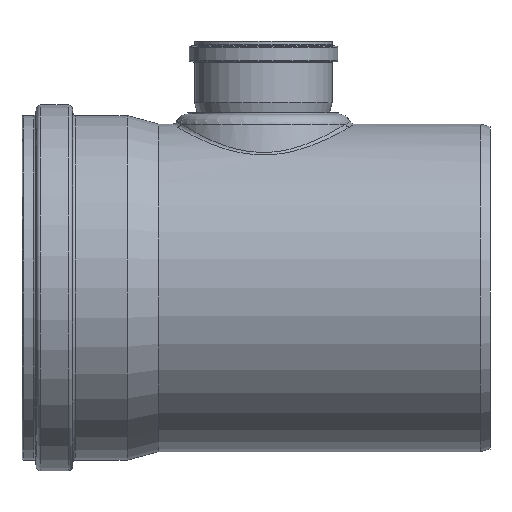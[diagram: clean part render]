
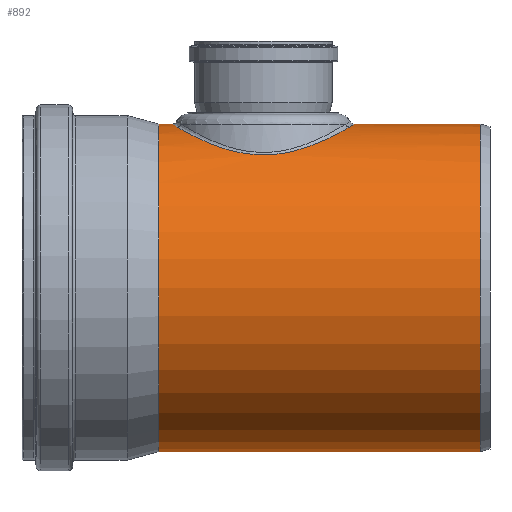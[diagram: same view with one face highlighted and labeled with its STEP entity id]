
A CAD part, left-side view. The second image highlights one B-rep face of the part: STEP entity #892.
In plain terms, the highlighted cylindrical face has radius 200.175 mm (diameter 400.35 mm), a full revolution.
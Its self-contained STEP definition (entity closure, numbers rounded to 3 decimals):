
#35=CYLINDRICAL_SURFACE('',#984,200.175);
#75=B_SPLINE_CURVE_WITH_KNOTS('',3,(#1573,#1574,#1575,#1576,#1577,#1578,
#1579,#1580,#1581,#1582,#1583,#1584,#1585),.UNSPECIFIED.,.F.,.F.,(4,1,1,
1,1,1,1,1,1,1,4),(-29.081,-24.927,-20.772,
-18.003,-16.618,-13.848,-12.463,
-10.386,-8.309,-4.154,0.),.UNSPECIFIED.);
#77=B_SPLINE_CURVE_WITH_KNOTS('',3,(#1670,#1671,#1672,#1673,#1674,#1675,
#1676,#1677,#1678,#1679,#1680,#1681,#1682),.UNSPECIFIED.,.F.,.F.,(4,1,1,
1,1,1,1,1,1,1,4),(-29.081,-24.927,-20.772,
-18.003,-16.618,-13.848,-12.463,
-10.386,-8.309,-4.154,0.),.UNSPECIFIED.);
#79=B_SPLINE_CURVE_WITH_KNOTS('',3,(#1733,#1734,#1735,#1736,#1737,#1738,
#1739),.UNSPECIFIED.,.F.,.F.,(4,1,1,1,4),(-8.205,-5.86,
-3.516,-1.758,0.),.UNSPECIFIED.);
#81=B_SPLINE_CURVE_WITH_KNOTS('',3,(#1782,#1783,#1784,#1785,#1786,#1787,
#1788),.UNSPECIFIED.,.F.,.F.,(4,1,1,1,4),(-8.205,-5.86,
-3.516,-1.758,0.),.UNSPECIFIED.);
#105=FACE_BOUND('',#274,.T.);
#106=FACE_BOUND('',#275,.T.);
#187=FACE_OUTER_BOUND('',#273,.T.);
#273=EDGE_LOOP('',(#704));
#274=EDGE_LOOP('',(#705));
#275=EDGE_LOOP('',(#706,#707,#708,#709));
#429=CIRCLE('',#985,200.175);
#430=CIRCLE('',#986,200.175);
#505=VERTEX_POINT('',#1570);
#506=VERTEX_POINT('',#1572);
#509=VERTEX_POINT('',#1667);
#510=VERTEX_POINT('',#1669);
#513=VERTEX_POINT('',#1803);
#514=VERTEX_POINT('',#1805);
#589=EDGE_CURVE('',#505,#506,#75,.T.);
#593=EDGE_CURVE('',#509,#510,#77,.T.);
#596=EDGE_CURVE('',#510,#505,#79,.T.);
#598=EDGE_CURVE('',#506,#509,#81,.T.);
#603=EDGE_CURVE('',#513,#513,#429,.T.);
#604=EDGE_CURVE('',#514,#514,#430,.T.);
#704=ORIENTED_EDGE('',*,*,#603,.T.);
#705=ORIENTED_EDGE('',*,*,#604,.F.);
#706=ORIENTED_EDGE('',*,*,#593,.F.);
#707=ORIENTED_EDGE('',*,*,#598,.F.);
#708=ORIENTED_EDGE('',*,*,#589,.F.);
#709=ORIENTED_EDGE('',*,*,#596,.F.);
#892=ADVANCED_FACE('',(#187,#105,#106),#35,.T.);
#984=AXIS2_PLACEMENT_3D('',#1802,#1165,#1166);
#985=AXIS2_PLACEMENT_3D('',#1804,#1167,#1168);
#986=AXIS2_PLACEMENT_3D('',#1806,#1169,#1170);
#1165=DIRECTION('center_axis',(0.,1.,0.));
#1166=DIRECTION('ref_axis',(1.,0.,0.));
#1167=DIRECTION('center_axis',(0.,1.,0.));
#1168=DIRECTION('ref_axis',(1.,0.,0.));
#1169=DIRECTION('center_axis',(0.,1.,0.));
#1170=DIRECTION('ref_axis',(1.,0.,0.));
#1570=CARTESIAN_POINT('',(39.151,-232.841,196.309));
#1572=CARTESIAN_POINT('',(39.151,-22.778,196.309));
#1573=CARTESIAN_POINT('Ctrl Pts',(39.151,-232.841,196.309));
#1574=CARTESIAN_POINT('Ctrl Pts',(51.733,-228.497,193.8));
#1575=CARTESIAN_POINT('Ctrl Pts',(75.04,-215.727,186.595));
#1576=CARTESIAN_POINT('Ctrl Pts',(98.653,-190.019,174.569));
#1577=CARTESIAN_POINT('Ctrl Pts',(110.361,-166.015,167.065));
#1578=CARTESIAN_POINT('Ctrl Pts',(116.295,-144.071,162.95));
#1579=CARTESIAN_POINT('Ctrl Pts',(117.56,-125.433,162.016));
#1580=CARTESIAN_POINT('Ctrl Pts',(114.79,-104.871,164.009));
#1581=CARTESIAN_POINT('Ctrl Pts',(109.49,-87.516,167.657));
#1582=CARTESIAN_POINT('Ctrl Pts',(97.171,-64.001,175.328));
#1583=CARTESIAN_POINT('Ctrl Pts',(75.044,-39.885,186.588));
#1584=CARTESIAN_POINT('Ctrl Pts',(51.733,-27.121,193.8));
#1585=CARTESIAN_POINT('Ctrl Pts',(39.151,-22.778,196.309));
#1667=CARTESIAN_POINT('',(-39.151,-22.778,196.309));
#1669=CARTESIAN_POINT('',(-39.151,-232.841,196.309));
#1670=CARTESIAN_POINT('Ctrl Pts',(-39.151,-22.778,196.309));
#1671=CARTESIAN_POINT('Ctrl Pts',(-51.733,-27.121,193.8));
#1672=CARTESIAN_POINT('Ctrl Pts',(-75.04,-39.892,186.595));
#1673=CARTESIAN_POINT('Ctrl Pts',(-98.653,-65.6,174.569));
#1674=CARTESIAN_POINT('Ctrl Pts',(-110.361,-89.604,167.065));
#1675=CARTESIAN_POINT('Ctrl Pts',(-116.295,-111.548,162.95));
#1676=CARTESIAN_POINT('Ctrl Pts',(-117.56,-130.186,162.016));
#1677=CARTESIAN_POINT('Ctrl Pts',(-114.79,-150.747,164.009));
#1678=CARTESIAN_POINT('Ctrl Pts',(-109.49,-168.103,167.657));
#1679=CARTESIAN_POINT('Ctrl Pts',(-97.171,-191.618,175.328));
#1680=CARTESIAN_POINT('Ctrl Pts',(-75.044,-215.734,186.588));
#1681=CARTESIAN_POINT('Ctrl Pts',(-51.733,-228.497,193.8));
#1682=CARTESIAN_POINT('Ctrl Pts',(-39.151,-232.841,196.309));
#1733=CARTESIAN_POINT('Ctrl Pts',(-39.151,-232.841,196.309));
#1734=CARTESIAN_POINT('Ctrl Pts',(-32.052,-235.291,197.725));
#1735=CARTESIAN_POINT('Ctrl Pts',(-17.202,-238.557,199.871));
#1736=CARTESIAN_POINT('Ctrl Pts',(3.839,-239.388,200.476));
#1737=CARTESIAN_POINT('Ctrl Pts',(22.807,-237.44,199.113));
#1738=CARTESIAN_POINT('Ctrl Pts',(33.827,-234.678,197.371));
#1739=CARTESIAN_POINT('Ctrl Pts',(39.151,-232.841,196.309));
#1782=CARTESIAN_POINT('Ctrl Pts',(39.151,-22.778,196.309));
#1783=CARTESIAN_POINT('Ctrl Pts',(32.052,-20.328,197.725));
#1784=CARTESIAN_POINT('Ctrl Pts',(17.202,-17.061,199.872));
#1785=CARTESIAN_POINT('Ctrl Pts',(-3.839,-16.231,200.476));
#1786=CARTESIAN_POINT('Ctrl Pts',(-22.807,-18.178,199.113));
#1787=CARTESIAN_POINT('Ctrl Pts',(-33.827,-20.94,197.371));
#1788=CARTESIAN_POINT('Ctrl Pts',(-39.151,-22.778,196.309));
#1802=CARTESIAN_POINT('Origin',(0.,-196.405,0.));
#1803=CARTESIAN_POINT('',(200.175,-392.809,0.));
#1804=CARTESIAN_POINT('Origin',(0.,-392.809,0.));
#1805=CARTESIAN_POINT('',(200.175,0.,0.));
#1806=CARTESIAN_POINT('Origin',(0.,0.,0.));
